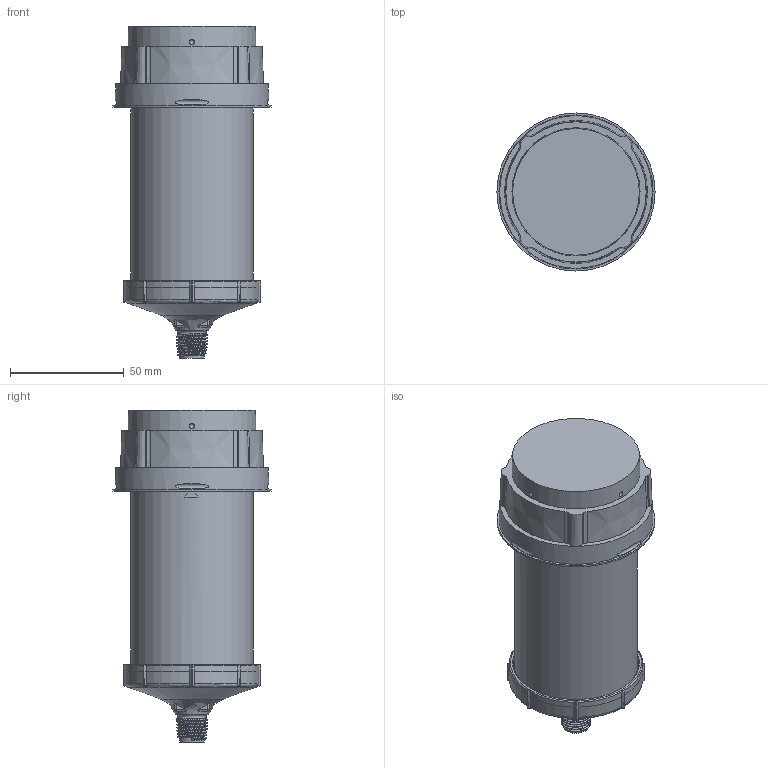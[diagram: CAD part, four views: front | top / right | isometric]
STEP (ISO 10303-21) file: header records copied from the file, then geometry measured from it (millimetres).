
FILE_DESCRIPTION((''),'2;1');
FILE_NAME('perma NOVA1.stp','2010-04-20T13:54:46',('002164'),(''),'Autodesk Inventor 2010','Autodesk Inventor 2010','');
FILE_SCHEMA(('AUTOMOTIVE_DESIGN { 1 0 10303 214 1 1 1 1 }'));
Length unit declared in the file: millimetre
Products named in the file (3): Baugruppe6; nosck01a; nozus01a
Assembly tree (2 placements, depth 2):
  Baugruppe6
    nosck01a
    nozus01a
Bounding box: 69.5 x 69.5 x 145.87 mm (x, y, z)
Volume: 8441.4 mm3; surface area: 93847.2 mm2
Topology: 2 solids, 3 shells, 850 faces, 2261 edges, 1426 vertices
Faces by surface type: plane 312, cylinder 237, bspline 117, cone 92, sphere 50, torus 42
Full cylindrical faces by diameter (mm): 5 x1, 5.6 x1, 6 x1, 6.5 x1, 6.6 x1, 7.2 x1, 8.1 x1, 9 x1, 10.5 x1, 13 x1, 42.13 x1, 49.45 x1, 49.75 x2, 50.05 x1, 51.25 x1, 52.1 x1, 53.4 x1, 53.9 x2, 53.92 x1, 54.8 x1, 60 x1, 61.4 x1, 65 x1, 69.5 x1
Entity records: 33711 total; most frequent: CARTESIAN_POINT 13484, ORIENTED_EDGE 4176, DIRECTION 3822, EDGE_CURVE 2088, AXIS2_PLACEMENT_3D 1510, VERTEX_POINT 1389, EDGE_LOOP 1001, FACE_OUTER_BOUND 848
